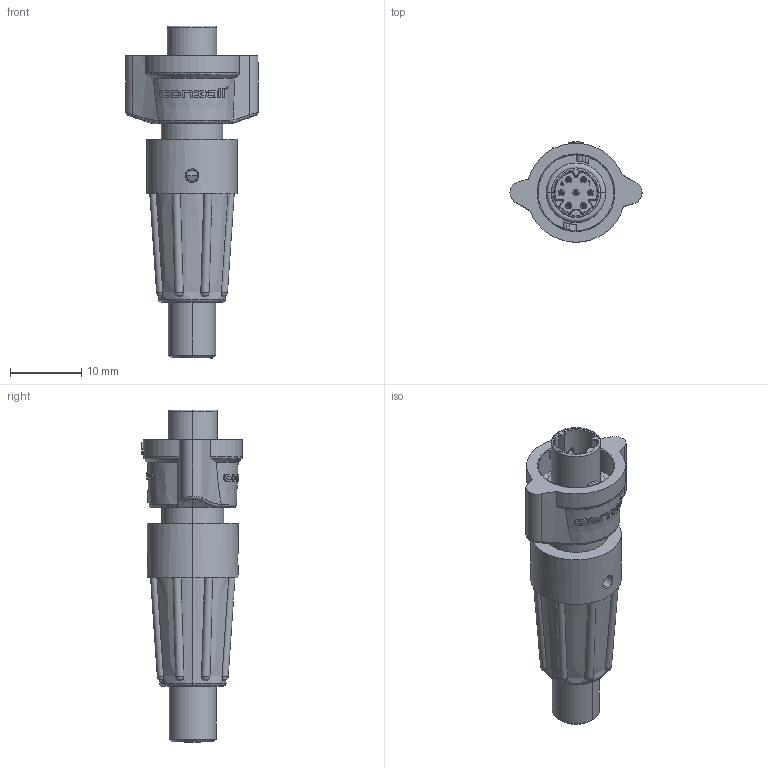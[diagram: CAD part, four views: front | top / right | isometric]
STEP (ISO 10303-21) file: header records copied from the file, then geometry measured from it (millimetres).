
FILE_DESCRIPTION (( 'STEP AP203' ), '1' );
FILE_NAME ('W16982-7PG-P-5XX.STEP', '2020-12-28T21:24:54', ( '' ), ( '' ), 'SwSTEP 2.0', 'SolidWorks 2020', '' );
FILE_SCHEMA (( 'CONFIG_CONTROL_DESIGN' ));
Length unit declared in the file: millimetre
Products named in the file (3): W16982-7PG-P.step; 5XX BACKSHELL.step; W16982-7PG-P-5XX
Assembly tree (2 placements, depth 2):
  W16982-7PG-P-5XX
    5XX BACKSHELL.step
    W16982-7PG-P.step
Bounding box: 18.48 x 14.07 x 46.47 mm (x, y, z)
Volume: 3100.4 mm3; surface area: 3811.1 mm2
Topology: 4 solids, 4 shells, 560 faces, 1477 edges, 959 vertices
Faces by surface type: plane 214, cylinder 147, torus 67, bspline 62, cone 56, sphere 14
Entity records: 22897 total; most frequent: CARTESIAN_POINT 9767, ORIENTED_EDGE 2918, DIRECTION 2350, EDGE_CURVE 1459, VERTEX_POINT 957, AXIS2_PLACEMENT_3D 892, EDGE_LOOP 616, LINE 566
